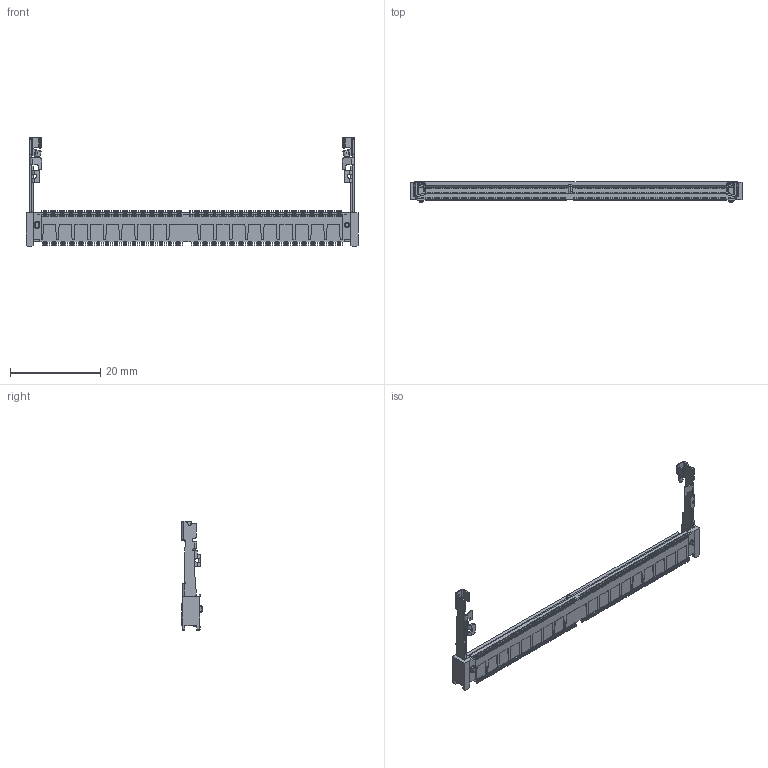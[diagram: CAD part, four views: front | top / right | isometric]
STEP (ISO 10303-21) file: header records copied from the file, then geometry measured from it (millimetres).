
FILE_DESCRIPTION((''),'2;1');
FILE_NAME('S-52747-XXXXX-XXX','2022-10-14T',('t00408'),(''),'PRO/ENGINEER BY PARAMETRIC TECHNOLOGY CORPORATION, 2007450','PRO/ENGINEER BY PARAMETRIC TECHNOLOGY CORPORATION, 2007450','');
FILE_SCHEMA(('CONFIG_CONTROL_DESIGN', 'GEOMETRIC_VALIDATION_PROPERTIES_MIM'));
Products named in the file (1): S-52747-XXXXX-XXX
Bounding box: 73.7 x 4.7 x 24.2 mm (x, y, z)
Volume: 1377.1 mm3; surface area: 2741.5 mm2
Topology: 1 solids, 1 shells, 8988 faces, 31804 edges, 26518 vertices
Faces by surface type: plane 6207, cylinder 2741, cone 36, bspline 2, sphere 2
Entity records: 406567 total; most frequent: CARTESIAN_POINT 58867, DIRECTION 58402, ORIENTED_EDGE 50854, EDGE_CURVE 25427, VECTOR 22020, LINE 22020, AXIS2_PLACEMENT_3D 18191, VERTEX_POINT 16724
